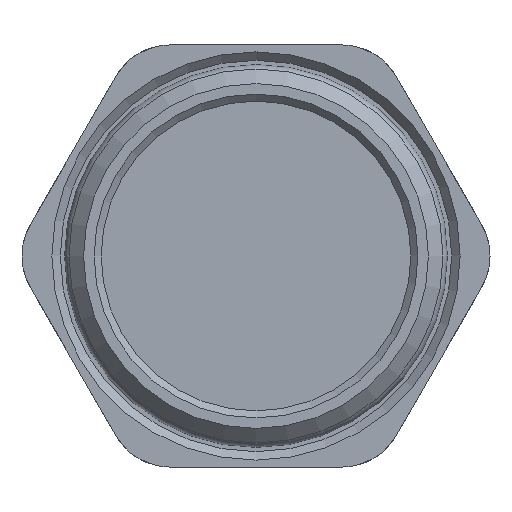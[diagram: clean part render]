
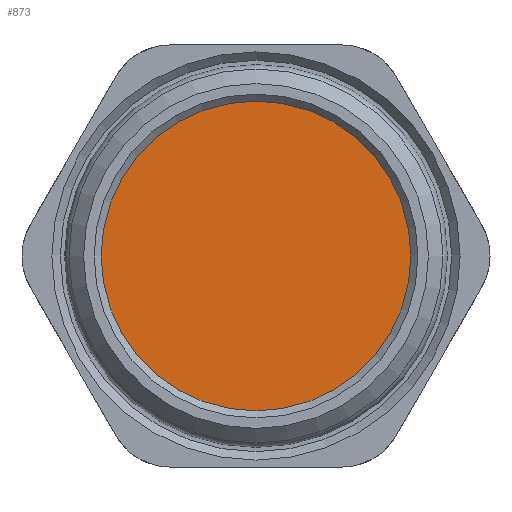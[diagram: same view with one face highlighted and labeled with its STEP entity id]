
A CAD part, front view. The second image highlights one B-rep face of the part: STEP entity #873.
In plain terms, the highlighted planar face has unit normal (0, -1, 0).
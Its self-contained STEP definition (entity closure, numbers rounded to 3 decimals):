
#192=FACE_OUTER_BOUND('',#248,.T.);
#248=EDGE_LOOP('',(#581));
#310=CIRCLE('',#954,11.);
#357=VERTEX_POINT('',#1312);
#445=EDGE_CURVE('',#357,#357,#310,.T.);
#581=ORIENTED_EDGE('',*,*,#445,.T.);
#853=PLANE('',#953);
#873=ADVANCED_FACE('',(#192),#853,.F.);
#953=AXIS2_PLACEMENT_3D('',#1311,#1060,#1061);
#954=AXIS2_PLACEMENT_3D('',#1313,#1062,#1063);
#1060=DIRECTION('center_axis',(0.,1.,0.));
#1061=DIRECTION('ref_axis',(0.,0.,1.));
#1062=DIRECTION('center_axis',(0.,-1.,0.));
#1063=DIRECTION('ref_axis',(-1.,0.,0.));
#1311=CARTESIAN_POINT('Origin',(0.,6.466,0.));
#1312=CARTESIAN_POINT('',(11.,6.466,0.));
#1313=CARTESIAN_POINT('Origin',(0.,6.466,0.));
